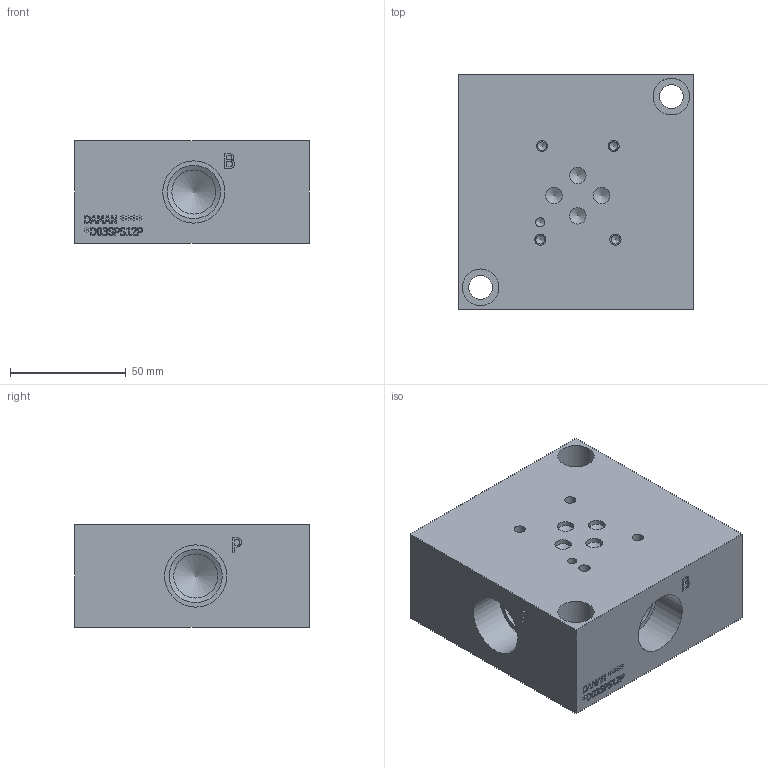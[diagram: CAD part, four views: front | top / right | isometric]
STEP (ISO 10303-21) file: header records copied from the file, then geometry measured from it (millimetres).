
FILE_DESCRIPTION(/* description */ (''),/* implementation_level */ '2;1');
FILE_NAME(/* name */ '_D03SPS12P.stp',/* time_stamp */ '2020-03-17T16:17:08-04:00',/* author */ ('devonn'),/* organization */ (''),/* preprocessor_version */ 'ST-DEVELOPER v17',/* originating_system */ 'Autodesk Inventor 2019',/* authorisation */ '');
FILE_SCHEMA (('AUTOMOTIVE_DESIGN { 1 0 10303 214 3 1 1 }'));
Length unit declared in the file: millimetre
Products named in the file (1): Part_AD03SPS12P.B02321_3D
Bounding box: 101.6 x 101.6 x 44.45 mm (x, y, z)
Volume: 381618.6 mm3; surface area: 53811.7 mm2
Topology: 1 solids, 1 shells, 457 faces, 1254 edges, 843 vertices
Faces by surface type: plane 282, bspline 129, cylinder 29, cone 17
Full cylindrical faces by diameter (mm): 3.785 x4, 3.962 x1, 4.826 x4, 7.137 x4, 10.312 x2, 15.875 x2, 19.05 x4, 23.012 x4, 26.924 x4
Entity records: 15457 total; most frequent: CARTESIAN_POINT 4219, ORIENTED_EDGE 2482, DIRECTION 1741, EDGE_CURVE 1241, LINE 883, VECTOR 883, VERTEX_POINT 843, EDGE_LOOP 518
